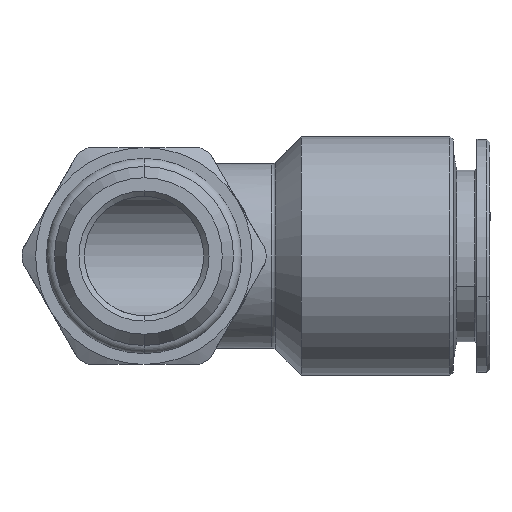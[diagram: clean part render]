
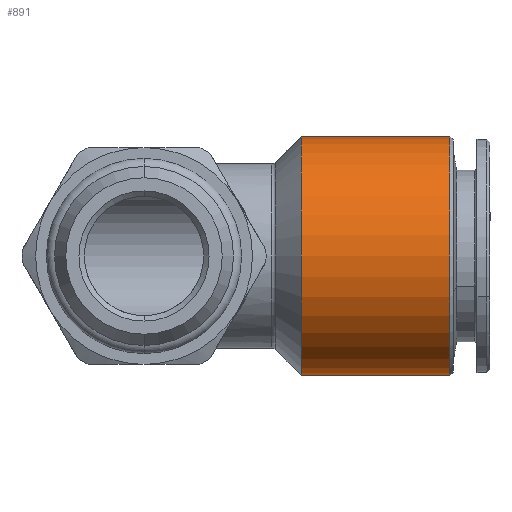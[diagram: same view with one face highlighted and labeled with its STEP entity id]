
A CAD part, front view. The second image highlights one B-rep face of the part: STEP entity #891.
In plain terms, the highlighted cylindrical face has radius 11 mm (diameter 22 mm), a partial arc.
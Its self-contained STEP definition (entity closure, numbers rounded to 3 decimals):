
#62 = VERTEX_POINT ( 'NONE', #3001 ) ;
#66 = VERTEX_POINT ( 'NONE', #3172 ) ;
#184 = VERTEX_POINT ( 'NONE', #1297 ) ;
#203 = VERTEX_POINT ( 'NONE', #1254 ) ;
#210 = EDGE_CURVE ( 'NONE', #184, #62, #1183, .T. ) ;
#222 = EDGE_CURVE ( 'NONE', #203, #66, #1387, .T. ) ;
#781 = ORIENTED_EDGE ( 'NONE', *, *, #954, .T. ) ;
#782 = ORIENTED_EDGE ( 'NONE', *, *, #222, .T. ) ;
#783 = ORIENTED_EDGE ( 'NONE', *, *, #784, .F. ) ;
#784 = EDGE_CURVE ( 'NONE', #62, #66, #2429, .T. ) ;
#891 = ADVANCED_FACE ( 'NONE', ( #2791 ), #2792, .T. ) ;
#892 = EDGE_LOOP ( 'NONE', ( #922, #781, #782, #783 ) ) ;
#922 = ORIENTED_EDGE ( 'NONE', *, *, #210, .F. ) ;
#954 = EDGE_CURVE ( 'NONE', #184, #203, #3340, .T. ) ;
#1180 = DIRECTION ( 'NONE',  ( -1., 0., 0. ) ) ;
#1181 = VECTOR ( 'NONE', #1180, 1000. ) ;
#1182 = CARTESIAN_POINT ( 'NONE',  ( 0., 0., -11. ) ) ;
#1183 = LINE ( 'NONE', #1182, #1181 ) ;
#1254 = CARTESIAN_POINT ( 'NONE',  ( 28.2, 0., 11. ) ) ;
#1297 = CARTESIAN_POINT ( 'NONE',  ( 28.2, 0., -11. ) ) ;
#1387 = LINE ( 'NONE', #1401, #1400 ) ;
#1399 = DIRECTION ( 'NONE',  ( -1., 0., 0. ) ) ;
#1400 = VECTOR ( 'NONE', #1399, 1000. ) ;
#1401 = CARTESIAN_POINT ( 'NONE',  ( 0., 0., 11. ) ) ;
#2418 = DIRECTION ( 'NONE',  ( 0., 0., 1. ) ) ;
#2419 = DIRECTION ( 'NONE',  ( -1., 0., 0. ) ) ;
#2420 = AXIS2_PLACEMENT_3D ( 'NONE', #2431, #2419, #2418 ) ;
#2429 = CIRCLE ( 'NONE', #2420, 11. ) ;
#2431 = CARTESIAN_POINT ( 'NONE',  ( 14.5, 0., 0. ) ) ;
#2648 = DIRECTION ( 'NONE',  ( 0., 0., 1. ) ) ;
#2789 = DIRECTION ( 'NONE',  ( -1., 0., 0. ) ) ;
#2790 = CARTESIAN_POINT ( 'NONE',  ( 0., 0., 0. ) ) ;
#2791 = FACE_OUTER_BOUND ( 'NONE', #892, .T. ) ;
#2792 = CYLINDRICAL_SURFACE ( 'NONE', #2794, 11. ) ;
#2794 = AXIS2_PLACEMENT_3D ( 'NONE', #2790, #2789, #2648 ) ;
#3001 = CARTESIAN_POINT ( 'NONE',  ( 14.5, 0., -11. ) ) ;
#3172 = CARTESIAN_POINT ( 'NONE',  ( 14.5, 0., 11. ) ) ;
#3336 = DIRECTION ( 'NONE',  ( 0., 0., 1. ) ) ;
#3337 = DIRECTION ( 'NONE',  ( -1., 0., 0. ) ) ;
#3338 = CARTESIAN_POINT ( 'NONE',  ( 28.2, 0., 0. ) ) ;
#3339 = AXIS2_PLACEMENT_3D ( 'NONE', #3338, #3337, #3336 ) ;
#3340 = CIRCLE ( 'NONE', #3339, 11. ) ;
